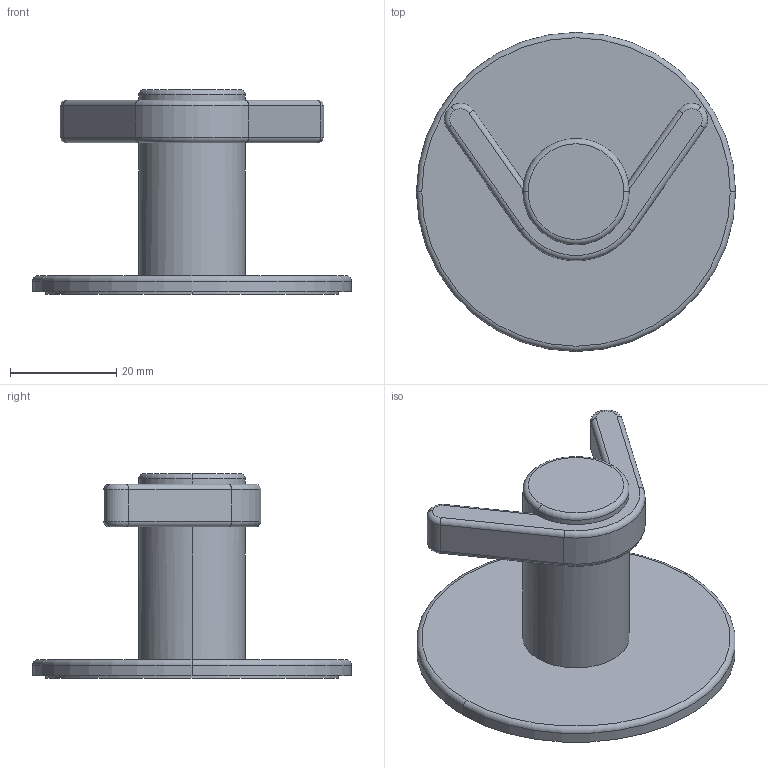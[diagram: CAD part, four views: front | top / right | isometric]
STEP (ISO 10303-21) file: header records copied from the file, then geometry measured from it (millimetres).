
FILE_DESCRIPTION(('Creo Elements/Direct Modeling STEP Export'),'2;1');
FILE_NAME('2333.stp','2022-05-04T 9:26:04',(''),(''),'Creo Elements/Direct Modeling STEP processor for AP214 (Solid Model)','Creo Elements/Direct Modeling 20.0 12-Nov-2016 (C) Parametric Technology GmbH','');
FILE_SCHEMA(('AUTOMOTIVE_DESIGN { 1 0 10303 214 1 1 1 1 }'));
Length unit declared in the file: millimetre
Products named in the file (5): Grundplatte; Haken; Schraube_M_4x12_DIN_965.1; Klebepad; ZN-9237
Assembly tree (4 placements, depth 2):
  ZN-9237
    Klebepad
    Schraube_M_4x12_DIN_965.1
    Haken
    Grundplatte
Bounding box: 60 x 60 x 38.5 mm (x, y, z)
Volume: 16501.8 mm3; surface area: 19742.1 mm2
Topology: 4 solids, 4 shells, 371 faces, 1013 edges, 658 vertices
Faces by surface type: plane 301, cylinder 50, torus 14, cone 6
Entity records: 11736 total; most frequent: CARTESIAN_POINT 2274, ORIENTED_EDGE 2022, DIRECTION 1792, EDGE_CURVE 1011, VECTOR 880, LINE 880, VERTEX_POINT 658, AXIS2_PLACEMENT_3D 456
